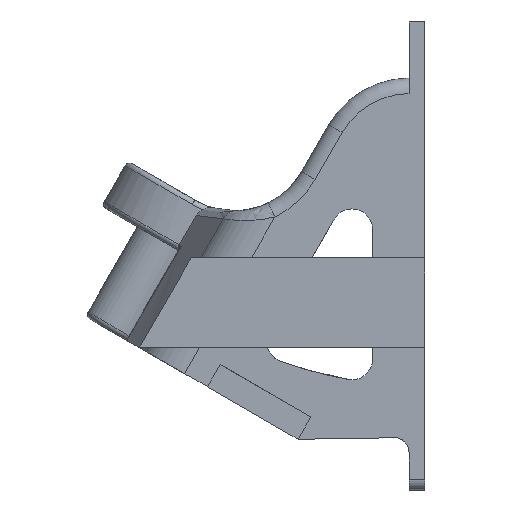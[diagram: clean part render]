
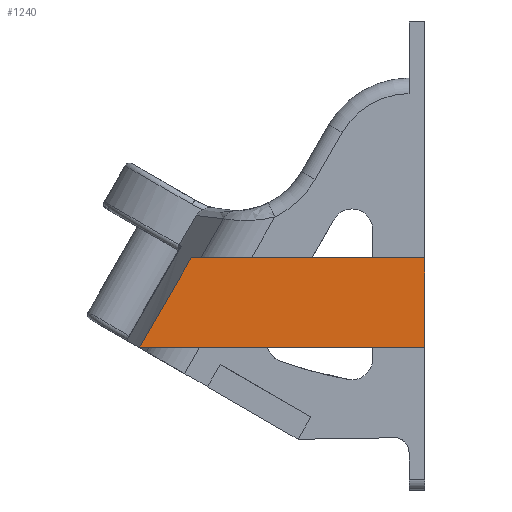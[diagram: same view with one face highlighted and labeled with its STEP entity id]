
A CAD part, left-side view. The second image highlights one B-rep face of the part: STEP entity #1240.
In plain terms, the highlighted planar face has unit normal (-1, 0, 0).
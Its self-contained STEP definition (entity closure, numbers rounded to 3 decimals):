
#70 = CARTESIAN_POINT ( 'NONE',  ( 0., 0., 17.321 ) ) ;
#173 = DIRECTION ( 'NONE',  ( 0., 0., 1. ) ) ;
#311 = CARTESIAN_POINT ( 'NONE',  ( 0., 0., 17.321 ) ) ;
#590 = LINE ( 'NONE', #3563, #2650 ) ;
#609 = EDGE_CURVE ( 'NONE', #2555, #3822, #3688, .T. ) ;
#848 = CARTESIAN_POINT ( 'NONE',  ( 0., 55., 0. ) ) ;
#896 = DIRECTION ( 'NONE',  ( -1., 0., 0. ) ) ;
#1240 = ADVANCED_FACE ( 'NONE', ( #2090 ), #4671, .T. ) ;
#1260 = CARTESIAN_POINT ( 'NONE',  ( 0., 0., 0. ) ) ;
#1270 = CARTESIAN_POINT ( 'NONE',  ( 0., 0., 0. ) ) ;
#1704 = VECTOR ( 'NONE', #3491, 1000. ) ;
#1975 = LINE ( 'NONE', #1260, #1704 ) ;
#2090 = FACE_OUTER_BOUND ( 'NONE', #4545, .T. ) ;
#2155 = DIRECTION ( 'NONE',  ( 0., -0.5, 0.866 ) ) ;
#2192 = EDGE_CURVE ( 'NONE', #2907, #2585, #3375, .T. ) ;
#2297 = VECTOR ( 'NONE', #2617, 1000. ) ;
#2555 = VERTEX_POINT ( 'NONE', #3047 ) ;
#2585 = VERTEX_POINT ( 'NONE', #848 ) ;
#2617 = DIRECTION ( 'NONE',  ( 0., -1., 0. ) ) ;
#2648 = ORIENTED_EDGE ( 'NONE', *, *, #4578, .F. ) ;
#2650 = VECTOR ( 'NONE', #2155, 1000. ) ;
#2846 = EDGE_CURVE ( 'NONE', #2585, #2555, #590, .T. ) ;
#2907 = VERTEX_POINT ( 'NONE', #3228 ) ;
#2969 = AXIS2_PLACEMENT_3D ( 'NONE', #1270, #896, #173 ) ;
#3047 = CARTESIAN_POINT ( 'NONE',  ( 0., 45., 17.321 ) ) ;
#3060 = ORIENTED_EDGE ( 'NONE', *, *, #609, .F. ) ;
#3228 = CARTESIAN_POINT ( 'NONE',  ( 0., 0., 0. ) ) ;
#3375 = LINE ( 'NONE', #3807, #3586 ) ;
#3491 = DIRECTION ( 'NONE',  ( 0., 0., -1. ) ) ;
#3563 = CARTESIAN_POINT ( 'NONE',  ( 0., 45., 17.321 ) ) ;
#3586 = VECTOR ( 'NONE', #4200, 1000. ) ;
#3688 = LINE ( 'NONE', #311, #2297 ) ;
#3807 = CARTESIAN_POINT ( 'NONE',  ( 0., 0., 0. ) ) ;
#3822 = VERTEX_POINT ( 'NONE', #70 ) ;
#4200 = DIRECTION ( 'NONE',  ( 0., 1., 0. ) ) ;
#4545 = EDGE_LOOP ( 'NONE', ( #2648, #3060, #4889, #4831 ) ) ;
#4578 = EDGE_CURVE ( 'NONE', #3822, #2907, #1975, .T. ) ;
#4671 = PLANE ( 'NONE',  #2969 ) ;
#4831 = ORIENTED_EDGE ( 'NONE', *, *, #2192, .F. ) ;
#4889 = ORIENTED_EDGE ( 'NONE', *, *, #2846, .F. ) ;
